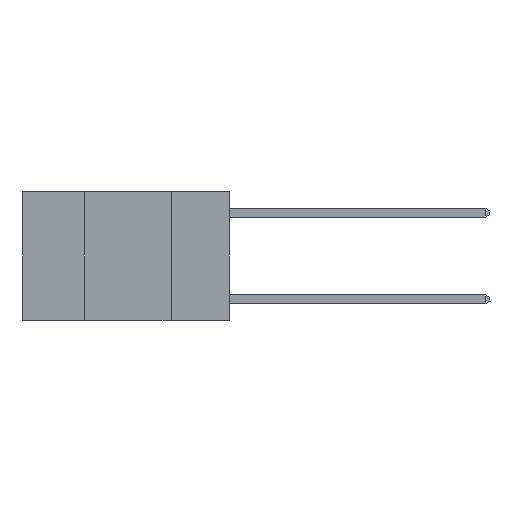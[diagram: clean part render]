
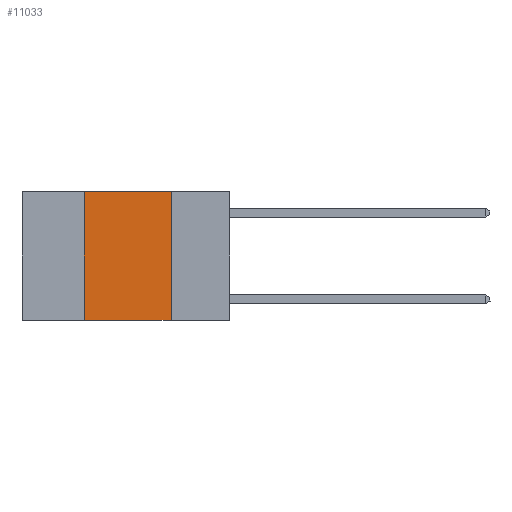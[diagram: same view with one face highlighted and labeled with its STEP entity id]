
A CAD part, left-side view. The second image highlights one B-rep face of the part: STEP entity #11033.
In plain terms, the highlighted planar face has unit normal (-1, 0, 0).
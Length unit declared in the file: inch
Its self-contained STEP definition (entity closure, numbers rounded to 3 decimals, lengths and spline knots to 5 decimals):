
#470 = ORIENTED_EDGE ( 'NONE', *, *, #14924, .F. ) ;
#540 = DIRECTION ( 'NONE',  ( 0., -1., 0. ) ) ;
#734 = VERTEX_POINT ( 'NONE', #7060 ) ;
#974 = VERTEX_POINT ( 'NONE', #23946 ) ;
#1485 = VECTOR ( 'NONE', #22072, 39.37008 ) ;
#2241 = LINE ( 'NONE', #3660, #1485 ) ;
#3660 = CARTESIAN_POINT ( 'NONE',  ( 0., 0.17, 0. ) ) ;
#3979 = EDGE_LOOP ( 'NONE', ( #19651, #7408, #470, #18240 ) ) ;
#3981 = CARTESIAN_POINT ( 'NONE',  ( 0., 0.6, 0. ) ) ;
#5435 = EDGE_CURVE ( 'NONE', #12943, #22738, #8602, .T. ) ;
#6292 = DIRECTION ( 'NONE',  ( 0., -1., 0. ) ) ;
#6831 = DIRECTION ( 'NONE',  ( 1., 0., 0. ) ) ;
#7060 = CARTESIAN_POINT ( 'NONE',  ( 0., 0.17, 0. ) ) ;
#7279 = EDGE_CURVE ( 'NONE', #974, #734, #16338, .T. ) ;
#7408 = ORIENTED_EDGE ( 'NONE', *, *, #7279, .F. ) ;
#8602 = LINE ( 'NONE', #14540, #15459 ) ;
#9649 = FACE_OUTER_BOUND ( 'NONE', #3979, .T. ) ;
#11033 = ADVANCED_FACE ( 'NONE', ( #9649 ), #11384, .F. ) ;
#11384 = PLANE ( 'NONE',  #12595 ) ;
#12595 = AXIS2_PLACEMENT_3D ( 'NONE', #13726, #6831, #22905 ) ;
#12943 = VERTEX_POINT ( 'NONE', #16255 ) ;
#13726 = CARTESIAN_POINT ( 'NONE',  ( 0., 0.6, 0. ) ) ;
#14043 = DIRECTION ( 'NONE',  ( 0., 0., 1. ) ) ;
#14540 = CARTESIAN_POINT ( 'NONE',  ( 0., 0.6, -0.37 ) ) ;
#14924 = EDGE_CURVE ( 'NONE', #12943, #974, #22142, .T. ) ;
#15459 = VECTOR ( 'NONE', #540, 39.37008 ) ;
#16108 = VECTOR ( 'NONE', #14043, 39.37008 ) ;
#16255 = CARTESIAN_POINT ( 'NONE',  ( 0., 0.42, -0.37 ) ) ;
#16338 = LINE ( 'NONE', #3981, #27671 ) ;
#18071 = CARTESIAN_POINT ( 'NONE',  ( 0., 0.17, -0.37 ) ) ;
#18240 = ORIENTED_EDGE ( 'NONE', *, *, #5435, .T. ) ;
#19651 = ORIENTED_EDGE ( 'NONE', *, *, #27485, .F. ) ;
#22072 = DIRECTION ( 'NONE',  ( 0., 0., -1. ) ) ;
#22142 = LINE ( 'NONE', #23139, #16108 ) ;
#22738 = VERTEX_POINT ( 'NONE', #18071 ) ;
#22905 = DIRECTION ( 'NONE',  ( 0., 0., -1. ) ) ;
#23139 = CARTESIAN_POINT ( 'NONE',  ( 0., 0.42, 0. ) ) ;
#23946 = CARTESIAN_POINT ( 'NONE',  ( 0., 0.42, 0. ) ) ;
#27485 = EDGE_CURVE ( 'NONE', #734, #22738, #2241, .T. ) ;
#27671 = VECTOR ( 'NONE', #6292, 39.37008 ) ;
